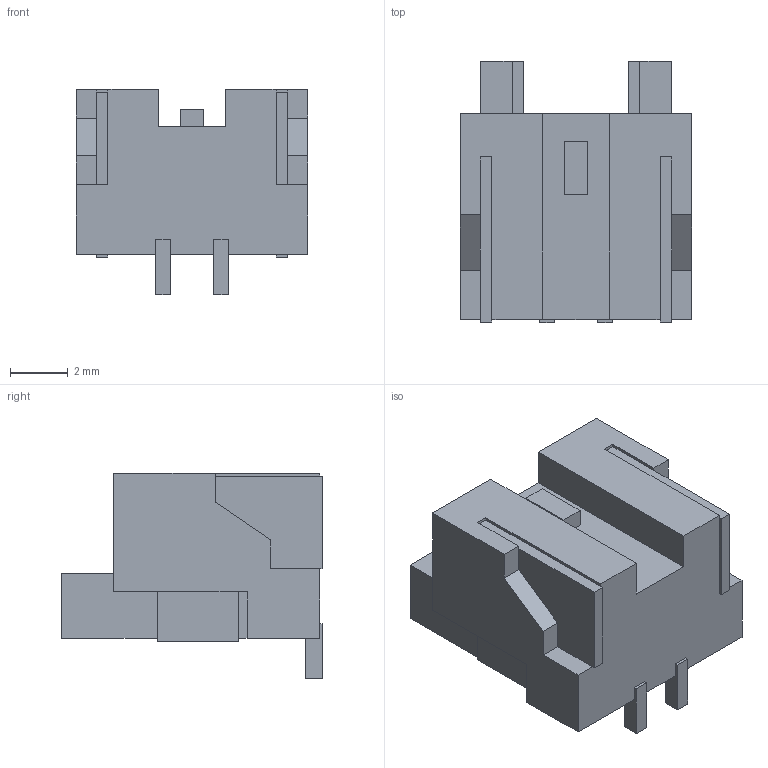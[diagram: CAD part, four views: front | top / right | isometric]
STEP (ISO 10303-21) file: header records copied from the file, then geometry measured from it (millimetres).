
FILE_DESCRIPTION (( 'STEP AP214' ), '1' );
FILE_NAME ('JST BM02B-PASS-TF.STEP', '2015-11-29T00:37:17', ( '' ), ( '' ), 'SwSTEP 2.0', 'SolidWorks 2015', '' );
FILE_SCHEMA (( 'AUTOMOTIVE_DESIGN' ));
Length unit declared in the file: millimetre
Products named in the file (1): JST BM02B-PASS-TF
Bounding box: 8 x 9 x 7.1 mm (x, y, z)
Volume: 238.9 mm3; surface area: 425.3 mm2
Topology: 1 solids, 1 shells, 95 faces, 264 edges, 174 vertices
Faces by surface type: plane 95
Entity records: 4049 total; most frequent: CARTESIAN_POINT 534, ORIENTED_EDGE 528, DIRECTION 456, LINE 264, EDGE_CURVE 264, VECTOR 264, VERTEX_POINT 174, UNCERTAINTY_MEASURE_WITH_UNIT 98
